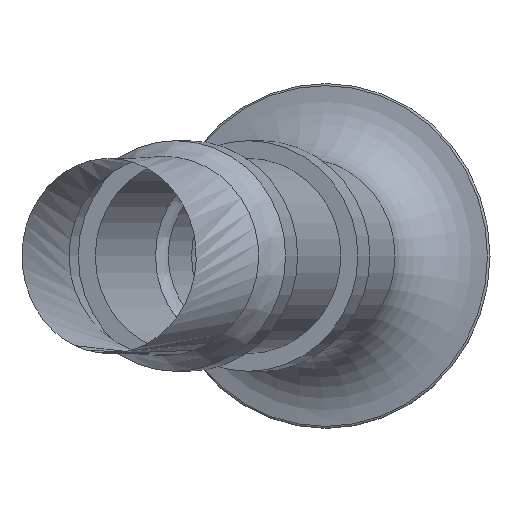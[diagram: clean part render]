
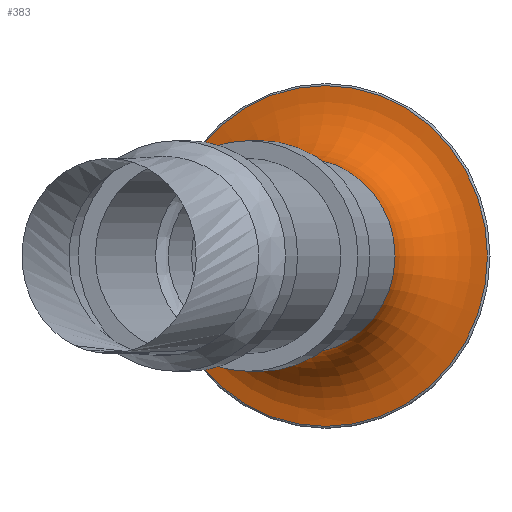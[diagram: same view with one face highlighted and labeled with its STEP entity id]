
A CAD part, front view. The second image highlights one B-rep face of the part: STEP entity #383.
In plain terms, the highlighted toroidal (fillet/blend) face has major radius 43.707 mm and minor radius 18.711 mm.
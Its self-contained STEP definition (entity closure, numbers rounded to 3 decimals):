
#349=CARTESIAN_POINT('',(302.231,304.575,-68.056));
#350=VERTEX_POINT('',#349);
#351=CARTESIAN_POINT('',(302.231,304.575,-43.056));
#352=DIRECTION('',(-0.309,-0.951,0.0));
#353=DIRECTION('',(0.0,0.0,-1.0));
#354=AXIS2_PLACEMENT_3D('',#351,#352,#353);
#355=CIRCLE('',#354,25.);
#356=EDGE_CURVE('',#350,#350,#355,.T.);
#364=CARTESIAN_POINT('',(302.353,304.953,-43.056));
#365=DIRECTION('',(-0.309,-0.951,0.));
#366=DIRECTION('',(0.0,0.0,-1.0));
#367=AXIS2_PLACEMENT_3D('',#364,#365,#366);
#368=TOROIDAL_SURFACE('',#367,43.707,18.711);
#369=CARTESIAN_POINT('',(308.135,322.748,-86.763));
#370=VERTEX_POINT('',#369);
#371=CARTESIAN_POINT('',(308.135,322.748,-43.056));
#372=DIRECTION('',(-0.309,-0.951,0.0));
#373=DIRECTION('',(0.0,0.0,-1.0));
#374=AXIS2_PLACEMENT_3D('',#371,#372,#373);
#375=CIRCLE('',#374,43.707);
#376=EDGE_CURVE('',#370,#370,#375,.T.);
#377=ORIENTED_EDGE('',*,*,#376,.F.);
#378=EDGE_LOOP('',(#377));
#379=FACE_OUTER_BOUND('',#378,.T.);
#380=ORIENTED_EDGE('',*,*,#356,.T.);
#381=EDGE_LOOP('',(#380));
#382=FACE_BOUND('',#381,.T.);
#383=ADVANCED_FACE('',(#379,#382),#368,.T.);
